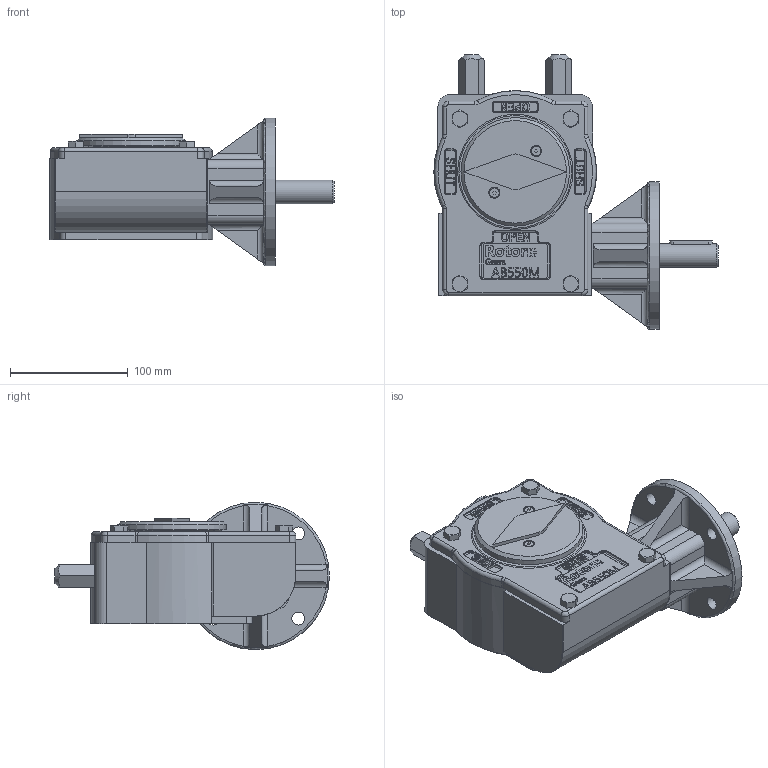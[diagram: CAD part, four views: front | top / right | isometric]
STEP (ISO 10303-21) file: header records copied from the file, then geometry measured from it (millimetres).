
FILE_DESCRIPTION(/* description */ ('Unknown'),/* implementation_level */ '2;1');
FILE_NAME(/* name */ 'AB550MW LH',/* time_stamp */ '2016-12-13T12:25:59+01:00',/* author */ ('Unknown'),/* organization */ ('Unknown'),/* preprocessor_version */ 'ST-DEVELOPER v16',/* originating_system */ 'DEX',/* authorisation */ $);
FILE_SCHEMA (('AUTOMOTIVE_DESIGN {1 0 10303 214 3 1 1}'));
Length unit declared in the file: millimetre
Products named in the file (1): AB550MW LH
Bounding box: 241 x 233 x 125 mm (x, y, z)
Volume: 1486407.1 mm3; surface area: 272880.8 mm2
Topology: 2 solids, 19 shells, 1247 faces, 3101 edges, 1969 vertices
Faces by surface type: plane 534, cylinder 312, torus 147, cone 144, bspline 96, sphere 14
Full cylindrical faces by diameter (mm): 3.242 x4, 4 x2, 4.5 x2, 4.917 x6, 5.6 x2, 6 x5, 6.647 x8, 7 x4, 8 x10, 9 x4, 10 x4, 10.106 x2, 10.2 x2, 11 x4, 12 x4, 13.835 x8, 16 x1, 19.98 x1, 20 x1, 21 x1, 23 x2, 24 x1, 25 x2, 26 x2, 57.15 x1, 59 x2, 60 x3, 68 x1, 70 x1, 75 x1
Entity records: 57647 total; most frequent: CARTESIAN_POINT 22077, ORIENTED_EDGE 5600, DIRECTION 5091, EDGE_CURVE 2800, AXIS2_PLACEMENT_3D 2098, VERTEX_POINT 1882, FACE_BOUND 1562, EDGE_LOOP 1543
